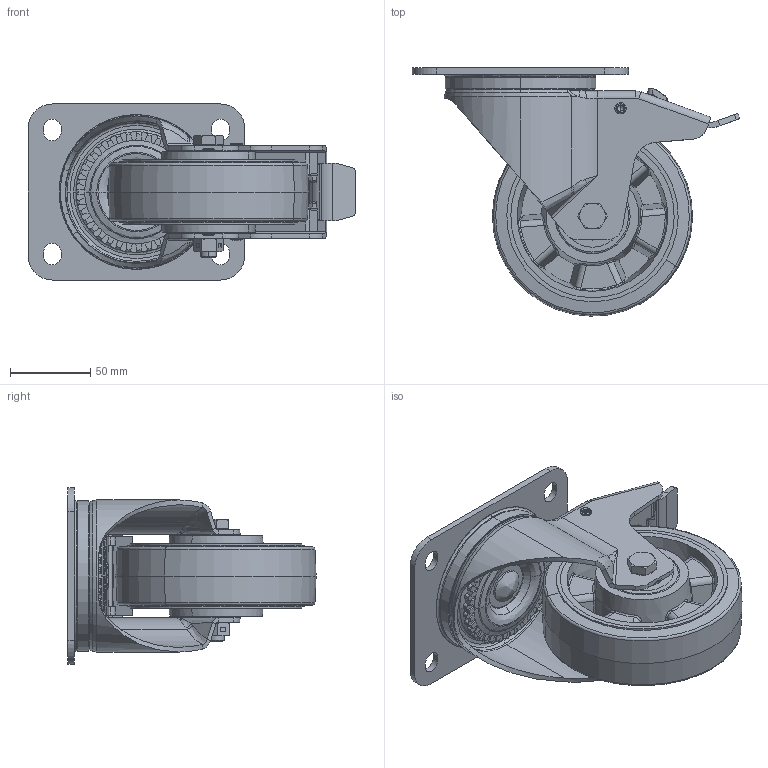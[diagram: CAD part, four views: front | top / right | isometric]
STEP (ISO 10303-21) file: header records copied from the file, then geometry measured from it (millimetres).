
FILE_DESCRIPTION (( 'STEP AP214' ), '1' );
FILE_NAME ('0036069_L-IK-EGA-125-K-3-DSN-GP.STEP', '2016-07-12T12:21:11', ( '' ), ( '' ), 'SwSTEP 2.0', 'SolidWorks 2016', '' );
FILE_SCHEMA (( 'AUTOMOTIVE_DESIGN' ));
Length unit declared in the file: millimetre
Products named in the file (1): 0036069_L-IK-EGA-125-K-3-DSN-GP
Bounding box: 204.41 x 154.99 x 110 mm (x, y, z)
Surface area: 244238.6 mm2 (no closed solid volume)
Topology: 0 solids, 31 shells, 1349 faces, 3519 edges, 2202 vertices
Faces by surface type: cylinder 507, plane 406, bspline 239, cone 127, torus 70
Entity records: 71584 total; most frequent: CARTESIAN_POINT 24608, ORIENTED_EDGE 6778, DIRECTION 6724, EDGE_CURVE 3511, AXIS2_PLACEMENT_3D 2668, VERTEX_POINT 2202, CIRCLE 1557, EDGE_LOOP 1434
